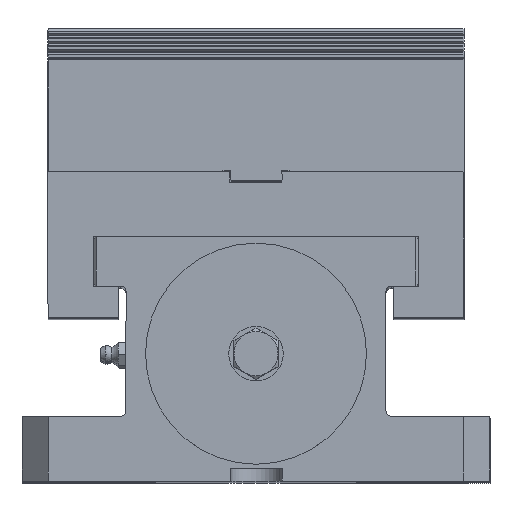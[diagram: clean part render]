
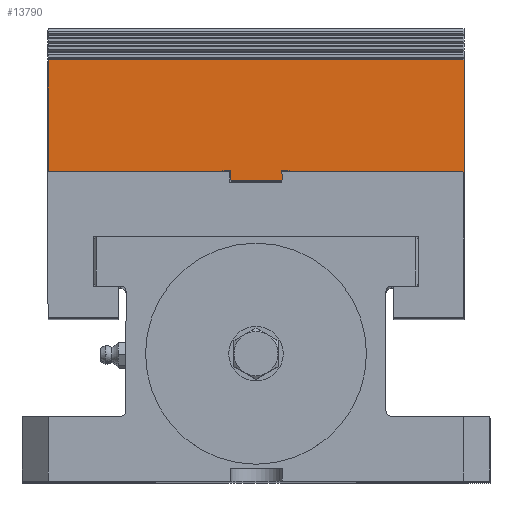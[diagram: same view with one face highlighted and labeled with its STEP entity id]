
A CAD part, top view. The second image highlights one B-rep face of the part: STEP entity #13790.
In plain terms, the highlighted face is planar.
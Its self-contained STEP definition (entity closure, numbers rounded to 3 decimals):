
#13176=CARTESIAN_POINT('',(150.,0.3,67.3));
#13177=VERTEX_POINT('',#13176);
#13178=CARTESIAN_POINT('',(150.,0.,67.));
#13179=VERTEX_POINT('',#13178);
#13180=CARTESIAN_POINT('',(150.0,0.3,67.3));
#13181=DIRECTION('',(0.0,-0.707,-0.707));
#13182=VECTOR('',#13181,0.424);
#13183=LINE('',#13180,#13182);
#13184=EDGE_CURVE('',#13177,#13179,#13183,.T.);
#13216=CARTESIAN_POINT('',(150.,0.3,69.9));
#13217=VERTEX_POINT('',#13216);
#13218=CARTESIAN_POINT('',(150.,0.3,69.9));
#13219=DIRECTION('',(0.0,0.0,-1.0));
#13220=VECTOR('',#13219,2.6);
#13221=LINE('',#13218,#13220);
#13222=EDGE_CURVE('',#13217,#13177,#13221,.T.);
#13247=CARTESIAN_POINT('',(150.,-0.1,70.3));
#13248=VERTEX_POINT('',#13247);
#13249=CARTESIAN_POINT('',(150.,-0.1,69.9));
#13250=DIRECTION('',(-1.0,0.0,0.0));
#13251=DIRECTION('',(0.0,-1.0,0.0));
#13252=AXIS2_PLACEMENT_3D('',#13249,#13250,#13251);
#13253=CIRCLE('',#13252,0.4);
#13254=EDGE_CURVE('',#13248,#13217,#13253,.T.);
#13280=CARTESIAN_POINT('',(150.,-0.7,70.3));
#13281=VERTEX_POINT('',#13280);
#13282=CARTESIAN_POINT('',(150.,-0.7,70.3));
#13283=DIRECTION('',(0.0,1.0,0.0));
#13284=VECTOR('',#13283,0.6);
#13285=LINE('',#13282,#13284);
#13286=EDGE_CURVE('',#13281,#13248,#13285,.T.);
#13311=CARTESIAN_POINT('',(150.,-1.,70.0));
#13312=VERTEX_POINT('',#13311);
#13313=CARTESIAN_POINT('',(150.,-1.,70.0));
#13314=DIRECTION('',(0.0,0.707,0.707));
#13315=VECTOR('',#13314,0.424);
#13316=LINE('',#13313,#13315);
#13317=EDGE_CURVE('',#13312,#13281,#13316,.T.);
#13659=CARTESIAN_POINT('',(150.,55.,0.0));
#13660=DIRECTION('',(1.0,0.0,0.0));
#13661=DIRECTION('',(0.0,0.0,-1.0));
#13662=AXIS2_PLACEMENT_3D('',#13659,#13660,#13661);
#13663=PLANE('',#13662);
#13664=ORIENTED_EDGE('',*,*,#13317,.T.);
#13665=ORIENTED_EDGE('',*,*,#13286,.T.);
#13666=ORIENTED_EDGE('',*,*,#13254,.T.);
#13667=ORIENTED_EDGE('',*,*,#13222,.T.);
#13668=ORIENTED_EDGE('',*,*,#13184,.T.);
#13669=CARTESIAN_POINT('',(150.,0.,0.0));
#13670=VERTEX_POINT('',#13669);
#13671=CARTESIAN_POINT('',(150.,0.,0.0));
#13672=DIRECTION('',(0.0,0.0,1.0));
#13673=VECTOR('',#13672,67.);
#13674=LINE('',#13671,#13673);
#13675=EDGE_CURVE('',#13670,#13179,#13674,.T.);
#13676=ORIENTED_EDGE('',*,*,#13675,.F.);
#13677=CARTESIAN_POINT('',(150.,43.,0.0));
#13678=VERTEX_POINT('',#13677);
#13679=CARTESIAN_POINT('',(150.,0.0,0.0));
#13680=DIRECTION('',(0.0,1.0,0.0));
#13681=VECTOR('',#13680,43.);
#13682=LINE('',#13679,#13681);
#13683=EDGE_CURVE('',#13670,#13678,#13682,.T.);
#13684=ORIENTED_EDGE('',*,*,#13683,.T.);
#13685=CARTESIAN_POINT('',(150.,43.,160.0));
#13686=VERTEX_POINT('',#13685);
#13687=CARTESIAN_POINT('',(150.,43.,160.0));
#13688=DIRECTION('',(0.0,0.0,-1.0));
#13689=VECTOR('',#13688,160.0);
#13690=LINE('',#13687,#13689);
#13691=EDGE_CURVE('',#13686,#13678,#13690,.T.);
#13692=ORIENTED_EDGE('',*,*,#13691,.F.);
#13693=CARTESIAN_POINT('',(150.,0.,160.0));
#13694=VERTEX_POINT('',#13693);
#13695=CARTESIAN_POINT('',(150.,43.,160.0));
#13696=DIRECTION('',(0.0,-1.0,0.0));
#13697=VECTOR('',#13696,43.);
#13698=LINE('',#13695,#13697);
#13699=EDGE_CURVE('',#13686,#13694,#13698,.T.);
#13700=ORIENTED_EDGE('',*,*,#13699,.T.);
#13701=CARTESIAN_POINT('',(150.,0.,93.));
#13702=VERTEX_POINT('',#13701);
#13703=CARTESIAN_POINT('',(150.,0.,93.));
#13704=DIRECTION('',(0.0,0.0,1.0));
#13705=VECTOR('',#13704,67.);
#13706=LINE('',#13703,#13705);
#13707=EDGE_CURVE('',#13702,#13694,#13706,.T.);
#13708=ORIENTED_EDGE('',*,*,#13707,.F.);
#13709=CARTESIAN_POINT('',(150.,0.3,92.7));
#13710=VERTEX_POINT('',#13709);
#13711=CARTESIAN_POINT('',(150.,0.,93.));
#13712=DIRECTION('',(0.0,0.707,-0.707));
#13713=VECTOR('',#13712,0.424);
#13714=LINE('',#13711,#13713);
#13715=EDGE_CURVE('',#13702,#13710,#13714,.T.);
#13716=ORIENTED_EDGE('',*,*,#13715,.T.);
#13717=CARTESIAN_POINT('',(150.,0.3,90.1));
#13718=VERTEX_POINT('',#13717);
#13719=CARTESIAN_POINT('',(150.,0.3,92.7));
#13720=DIRECTION('',(0.0,0.0,-1.0));
#13721=VECTOR('',#13720,2.6);
#13722=LINE('',#13719,#13721);
#13723=EDGE_CURVE('',#13710,#13718,#13722,.T.);
#13724=ORIENTED_EDGE('',*,*,#13723,.T.);
#13725=CARTESIAN_POINT('',(150.,-0.1,89.7));
#13726=VERTEX_POINT('',#13725);
#13727=CARTESIAN_POINT('',(150.,-0.1,90.1));
#13728=DIRECTION('',(-1.0,0.0,0.0));
#13729=DIRECTION('',(0.0,-1.0,0.0));
#13730=AXIS2_PLACEMENT_3D('',#13727,#13728,#13729);
#13731=CIRCLE('',#13730,0.4);
#13732=EDGE_CURVE('',#13718,#13726,#13731,.T.);
#13733=ORIENTED_EDGE('',*,*,#13732,.T.);
#13734=CARTESIAN_POINT('',(150.,-0.7,89.7));
#13735=VERTEX_POINT('',#13734);
#13736=CARTESIAN_POINT('',(150.,-0.1,89.7));
#13737=DIRECTION('',(0.0,-1.0,0.0));
#13738=VECTOR('',#13737,0.6);
#13739=LINE('',#13736,#13738);
#13740=EDGE_CURVE('',#13726,#13735,#13739,.T.);
#13741=ORIENTED_EDGE('',*,*,#13740,.T.);
#13742=CARTESIAN_POINT('',(150.,-1.,90.0));
#13743=VERTEX_POINT('',#13742);
#13744=CARTESIAN_POINT('',(150.,-0.7,89.7));
#13745=DIRECTION('',(0.0,-0.707,0.707));
#13746=VECTOR('',#13745,0.424);
#13747=LINE('',#13744,#13746);
#13748=EDGE_CURVE('',#13735,#13743,#13747,.T.);
#13749=ORIENTED_EDGE('',*,*,#13748,.T.);
#13750=CARTESIAN_POINT('',(150.,-3.0,90.0));
#13751=VERTEX_POINT('',#13750);
#13752=CARTESIAN_POINT('',(150.,-1.,90.0));
#13753=DIRECTION('',(0.0,-1.0,0.0));
#13754=VECTOR('',#13753,2.);
#13755=LINE('',#13752,#13754);
#13756=EDGE_CURVE('',#13743,#13751,#13755,.T.);
#13757=ORIENTED_EDGE('',*,*,#13756,.T.);
#13758=CARTESIAN_POINT('',(150.,-3.5,89.5));
#13759=VERTEX_POINT('',#13758);
#13760=CARTESIAN_POINT('',(150.,-3.5,89.5));
#13761=DIRECTION('',(0.0,0.707,0.707));
#13762=VECTOR('',#13761,0.707);
#13763=LINE('',#13760,#13762);
#13764=EDGE_CURVE('',#13759,#13751,#13763,.T.);
#13765=ORIENTED_EDGE('',*,*,#13764,.F.);
#13766=CARTESIAN_POINT('',(150.,-3.5,70.5));
#13767=VERTEX_POINT('',#13766);
#13768=CARTESIAN_POINT('',(150.,-3.5,89.5));
#13769=DIRECTION('',(0.0,0.0,-1.0));
#13770=VECTOR('',#13769,19.0);
#13771=LINE('',#13768,#13770);
#13772=EDGE_CURVE('',#13759,#13767,#13771,.T.);
#13773=ORIENTED_EDGE('',*,*,#13772,.T.);
#13774=CARTESIAN_POINT('',(150.,-3.0,70.0));
#13775=VERTEX_POINT('',#13774);
#13776=CARTESIAN_POINT('',(150.,-3.,70.0));
#13777=DIRECTION('',(0.0,-0.707,0.707));
#13778=VECTOR('',#13777,0.707);
#13779=LINE('',#13776,#13778);
#13780=EDGE_CURVE('',#13775,#13767,#13779,.T.);
#13781=ORIENTED_EDGE('',*,*,#13780,.F.);
#13782=CARTESIAN_POINT('',(150.,-1.,70.0));
#13783=DIRECTION('',(0.0,-1.0,0.0));
#13784=VECTOR('',#13783,2.);
#13785=LINE('',#13782,#13784);
#13786=EDGE_CURVE('',#13312,#13775,#13785,.T.);
#13787=ORIENTED_EDGE('',*,*,#13786,.F.);
#13788=EDGE_LOOP('',(#13664,#13665,#13666,#13667,#13668,#13676,#13684,#13692,#13700,#13708,#13716,#13724,#13733,#13741,#13749,#13757,#13765,#13773,#13781,#13787));
#13789=FACE_OUTER_BOUND('',#13788,.T.);
#13790=ADVANCED_FACE('',(#13789),#13663,.T.);
